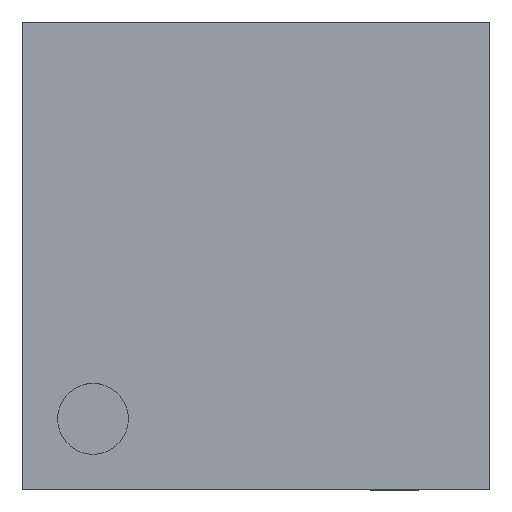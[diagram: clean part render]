
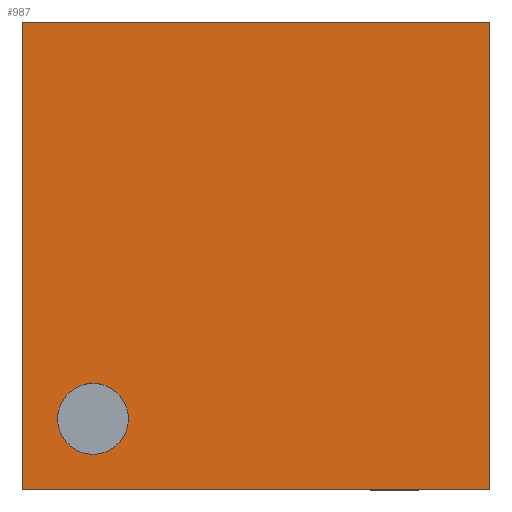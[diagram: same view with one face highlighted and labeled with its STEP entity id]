
A CAD part, top view. The second image highlights one B-rep face of the part: STEP entity #987.
In plain terms, the highlighted planar face has unit normal (0, 0, 1).
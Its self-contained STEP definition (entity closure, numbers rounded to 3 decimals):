
#125 = DIRECTION ( 'NONE',  ( 1., 0., 0. ) ) ;
#439 = PLANE ( 'NONE',  #3420 ) ;
#475 = ORIENTED_EDGE ( 'NONE', *, *, #3665, .T. ) ;
#482 = CARTESIAN_POINT ( 'NONE',  ( -1.65, 1.65, 1. ) ) ;
#530 = ORIENTED_EDGE ( 'NONE', *, *, #1574, .T. ) ;
#554 = EDGE_LOOP ( 'NONE', ( #1936, #1927 ) ) ;
#580 = CARTESIAN_POINT ( 'NONE',  ( -0.9, -1.15, 1. ) ) ;
#590 = CARTESIAN_POINT ( 'NONE',  ( -1.15, -1.15, 1. ) ) ;
#646 = DIRECTION ( 'NONE',  ( 1., 0., 0. ) ) ;
#717 = LINE ( 'NONE', #1186, #1372 ) ;
#766 = DIRECTION ( 'NONE',  ( 1., 0., 0. ) ) ;
#801 = FACE_BOUND ( 'NONE', #554, .T. ) ;
#805 = CARTESIAN_POINT ( 'NONE',  ( 1.65, 1.65, 1. ) ) ;
#823 = CIRCLE ( 'NONE', #1113, 0.25 ) ;
#987 = ADVANCED_FACE ( 'NONE', ( #801, #989 ), #439, .T. ) ;
#989 = FACE_OUTER_BOUND ( 'NONE', #2377, .T. ) ;
#1042 = VERTEX_POINT ( 'NONE', #3093 ) ;
#1058 = DIRECTION ( 'NONE',  ( 0., 1., 0. ) ) ;
#1113 = AXIS2_PLACEMENT_3D ( 'NONE', #1123, #1843, #766 ) ;
#1115 = CARTESIAN_POINT ( 'NONE',  ( 1.65, 1.65, 1. ) ) ;
#1123 = CARTESIAN_POINT ( 'NONE',  ( -1.15, -1.15, 1. ) ) ;
#1138 = ORIENTED_EDGE ( 'NONE', *, *, #2984, .T. ) ;
#1144 = CARTESIAN_POINT ( 'NONE',  ( 0., 0., 1. ) ) ;
#1178 = VECTOR ( 'NONE', #2351, 1000. ) ;
#1186 = CARTESIAN_POINT ( 'NONE',  ( -1.65, 1.65, 1. ) ) ;
#1372 = VECTOR ( 'NONE', #1603, 1000. ) ;
#1405 = DIRECTION ( 'NONE',  ( 0., 0., 1. ) ) ;
#1574 = EDGE_CURVE ( 'NONE', #1042, #3347, #1580, .T. ) ;
#1580 = LINE ( 'NONE', #1115, #2117 ) ;
#1603 = DIRECTION ( 'NONE',  ( 0., -1., 0. ) ) ;
#1616 = VERTEX_POINT ( 'NONE', #580 ) ;
#1664 = CARTESIAN_POINT ( 'NONE',  ( -1.4, -1.15, 1. ) ) ;
#1778 = CARTESIAN_POINT ( 'NONE',  ( -1.65, -1.65, 1. ) ) ;
#1843 = DIRECTION ( 'NONE',  ( 0., 0., 1. ) ) ;
#1868 = EDGE_CURVE ( 'NONE', #1616, #2129, #2958, .T. ) ;
#1927 = ORIENTED_EDGE ( 'NONE', *, *, #2112, .F. ) ;
#1936 = ORIENTED_EDGE ( 'NONE', *, *, #1868, .F. ) ;
#1945 = AXIS2_PLACEMENT_3D ( 'NONE', #590, #1405, #125 ) ;
#2112 = EDGE_CURVE ( 'NONE', #2129, #1616, #823, .T. ) ;
#2117 = VECTOR ( 'NONE', #1058, 1000. ) ;
#2122 = DIRECTION ( 'NONE',  ( 0., 0., 1. ) ) ;
#2129 = VERTEX_POINT ( 'NONE', #1664 ) ;
#2309 = ORIENTED_EDGE ( 'NONE', *, *, #2376, .T. ) ;
#2351 = DIRECTION ( 'NONE',  ( -1., 0., 0. ) ) ;
#2376 = EDGE_CURVE ( 'NONE', #3347, #3352, #2973, .T. ) ;
#2377 = EDGE_LOOP ( 'NONE', ( #530, #2309, #1138, #475 ) ) ;
#2448 = CARTESIAN_POINT ( 'NONE',  ( -1.65, 1.65, 1. ) ) ;
#2602 = DIRECTION ( 'NONE',  ( 1., 0., 0. ) ) ;
#2958 = CIRCLE ( 'NONE', #1945, 0.25 ) ;
#2973 = LINE ( 'NONE', #482, #1178 ) ;
#2984 = EDGE_CURVE ( 'NONE', #3352, #3535, #717, .T. ) ;
#3093 = CARTESIAN_POINT ( 'NONE',  ( 1.65, -1.65, 1. ) ) ;
#3347 = VERTEX_POINT ( 'NONE', #805 ) ;
#3352 = VERTEX_POINT ( 'NONE', #2448 ) ;
#3420 = AXIS2_PLACEMENT_3D ( 'NONE', #1144, #2122, #2602 ) ;
#3457 = LINE ( 'NONE', #1778, #3613 ) ;
#3535 = VERTEX_POINT ( 'NONE', #3564 ) ;
#3564 = CARTESIAN_POINT ( 'NONE',  ( -1.65, -1.65, 1. ) ) ;
#3613 = VECTOR ( 'NONE', #646, 1000. ) ;
#3665 = EDGE_CURVE ( 'NONE', #3535, #1042, #3457, .T. ) ;
